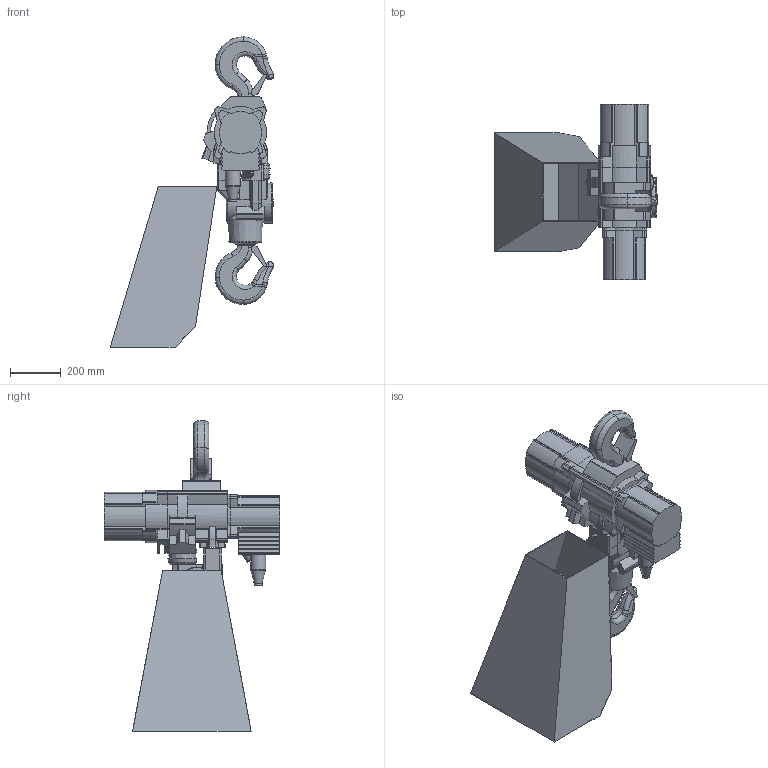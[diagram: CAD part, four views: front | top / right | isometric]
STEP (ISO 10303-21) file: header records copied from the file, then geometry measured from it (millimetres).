
FILE_DESCRIPTION(('STEP AP214'),'1');
FILE_NAME('PMH Profi Lufttelfer 16000-3 TI.stp','2013-06-25T12:28:23',(' '),(' '),'Spatial InterOp 3D',' ',' ');
FILE_SCHEMA(('automotive_design'));
Length unit declared in the file: metre
Products named in the file (12): Motor BI LUFT; Motor NM3BI; Steuerventil BI Luft; Geraet Profi  16 TI LUFT; Getriebe TI 257; Mittelteil Profi  16 TI; Unterflasche  16T mit Haken; Unterflasche  16T; Lasthaken  16T; PMH Profi Lufttelfer 16000_3 TI; Kettenkasten Typ 14
Assembly tree (11 placements, depth 4):
  PMH Profi Lufttelfer 16000_3 TI
    Geraet Profi  16 TI LUFT
      Motor BI LUFT
        Motor NM3BI
        Steuerventil BI Luft
      Getriebe TI 257
      Mittelteil Profi  16 TI
      Unterflasche  16T mit Haken
        Unterflasche  16T
        Lasthaken  16T
      Lasthaken  16T
    Kettenkasten Typ 14
Bounding box: 642.97 x 691 x 1219 mm (x, y, z)
Volume: 40291770.6 mm3; surface area: 3276694.8 mm2
Topology: 10 solids, 10 shells, 670 faces, 1838 edges, 1183 vertices
Faces by surface type: cylinder 383, plane 170, bspline 56, torus 51, cone 6, sphere 4
Full cylindrical faces by diameter (mm): 31 x1, 58.6 x2, 59 x1, 87.858 x1, 158 x1
Entity records: 33983 total; most frequent: CARTESIAN_POINT 11278, DIRECTION 3776, ORIENTED_EDGE 3610, EDGE_CURVE 1805, AXIS2_PLACEMENT_3D 1538, VERTEX_POINT 1176, CIRCLE 868, LINE 700
